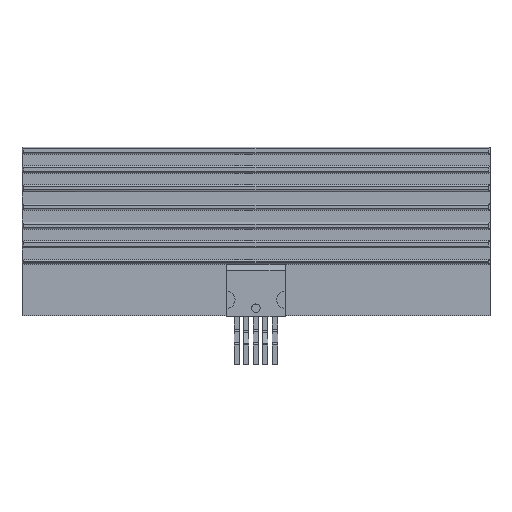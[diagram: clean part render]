
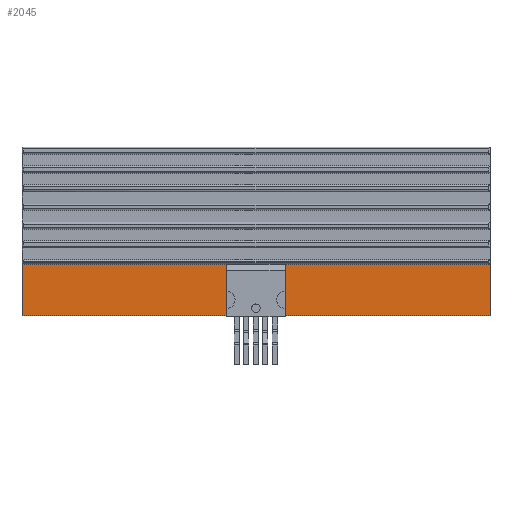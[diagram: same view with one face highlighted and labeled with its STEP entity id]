
A CAD part, front view. The second image highlights one B-rep face of the part: STEP entity #2045.
In plain terms, the highlighted planar face has unit normal (0, -1, 0).
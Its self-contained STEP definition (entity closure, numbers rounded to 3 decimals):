
#1693 = VERTEX_POINT('',#1694);
#1694 = CARTESIAN_POINT('',(50.,6.,7.5));
#1700 = EDGE_CURVE('',#1693,#1701,#1703,.T.);
#1701 = VERTEX_POINT('',#1702);
#1702 = CARTESIAN_POINT('',(50.,6.,32.5));
#1703 = LINE('',#1704,#1705);
#1704 = CARTESIAN_POINT('',(50.,6.,7.5));
#1705 = VECTOR('',#1706,1.);
#1706 = DIRECTION('',(0.,0.,1.));
#2004 = VERTEX_POINT('',#2005);
#2005 = CARTESIAN_POINT('',(-50.,6.,7.5));
#2011 = EDGE_CURVE('',#1693,#2004,#2012,.T.);
#2012 = LINE('',#2013,#2014);
#2013 = CARTESIAN_POINT('',(50.,6.,7.5));
#2014 = VECTOR('',#2015,1.);
#2015 = DIRECTION('',(-1.,0.,0.));
#2045 = ADVANCED_FACE('',(#2046),#2064,.T.);
#2046 = FACE_BOUND('',#2047,.T.);
#2047 = EDGE_LOOP('',(#2048,#2049,#2050,#2058));
#2048 = ORIENTED_EDGE('',*,*,#2011,.F.);
#2049 = ORIENTED_EDGE('',*,*,#1700,.T.);
#2050 = ORIENTED_EDGE('',*,*,#2051,.T.);
#2051 = EDGE_CURVE('',#1701,#2052,#2054,.T.);
#2052 = VERTEX_POINT('',#2053);
#2053 = CARTESIAN_POINT('',(-50.,6.,32.5));
#2054 = LINE('',#2055,#2056);
#2055 = CARTESIAN_POINT('',(50.,6.,32.5));
#2056 = VECTOR('',#2057,1.);
#2057 = DIRECTION('',(-1.,0.,0.));
#2058 = ORIENTED_EDGE('',*,*,#2059,.F.);
#2059 = EDGE_CURVE('',#2004,#2052,#2060,.T.);
#2060 = LINE('',#2061,#2062);
#2061 = CARTESIAN_POINT('',(-50.,6.,7.5));
#2062 = VECTOR('',#2063,1.);
#2063 = DIRECTION('',(0.,0.,1.));
#2064 = PLANE('',#2065);
#2065 = AXIS2_PLACEMENT_3D('',#2066,#2067,#2068);
#2066 = CARTESIAN_POINT('',(50.,6.,7.5));
#2067 = DIRECTION('',(0.,-1.,0.));
#2068 = DIRECTION('',(0.,0.,1.));
